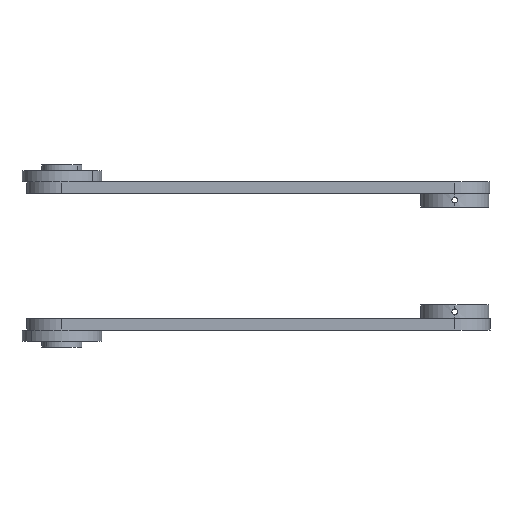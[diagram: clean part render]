
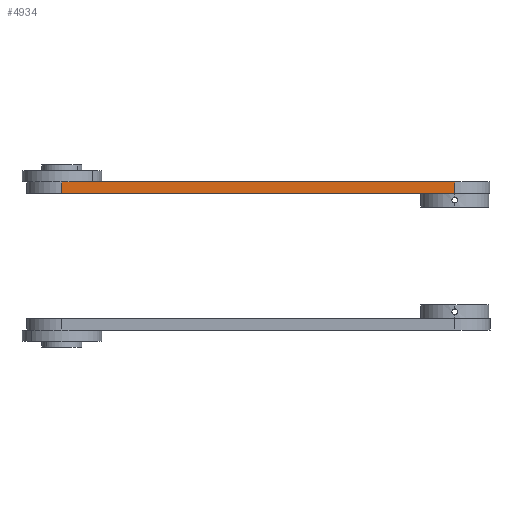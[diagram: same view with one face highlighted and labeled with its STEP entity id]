
A CAD part, front view. The second image highlights one B-rep face of the part: STEP entity #4934.
In plain terms, the highlighted face is planar.
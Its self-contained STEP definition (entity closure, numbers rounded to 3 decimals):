
#253 = DIRECTION ( 'NONE',  ( 1., 0., 0. ) ) ;
#262 = CARTESIAN_POINT ( 'NONE',  ( -104.547, 10., 31. ) ) ;
#301 = LINE ( 'NONE', #5665, #1317 ) ;
#351 = AXIS2_PLACEMENT_3D ( 'NONE', #1539, #1025, #1519 ) ;
#513 = CARTESIAN_POINT ( 'NONE',  ( -104.547, 10., 31. ) ) ;
#610 = CARTESIAN_POINT ( 'NONE',  ( -104.547, 0., 31. ) ) ;
#712 = ORIENTED_EDGE ( 'NONE', *, *, #2571, .F. ) ;
#898 = ORIENTED_EDGE ( 'NONE', *, *, #5520, .F. ) ;
#966 = DIRECTION ( 'NONE',  ( 1., 0., 0. ) ) ;
#1025 = DIRECTION ( 'NONE',  ( 0., 0., -1. ) ) ;
#1317 = VECTOR ( 'NONE', #4762, 1000. ) ;
#1346 = VECTOR ( 'NONE', #4627, 1000. ) ;
#1486 = ORIENTED_EDGE ( 'NONE', *, *, #2979, .T. ) ;
#1519 = DIRECTION ( 'NONE',  ( -1., 0., 0. ) ) ;
#1538 = VECTOR ( 'NONE', #253, 1000. ) ;
#1539 = CARTESIAN_POINT ( 'NONE',  ( -104.547, 10., 31. ) ) ;
#1551 = CARTESIAN_POINT ( 'NONE',  ( -104.547, 10., 31. ) ) ;
#1565 = EDGE_CURVE ( 'NONE', #2981, #3921, #4326, .T. ) ;
#1677 = LINE ( 'NONE', #1551, #1538 ) ;
#2027 = VERTEX_POINT ( 'NONE', #5392 ) ;
#2571 = EDGE_CURVE ( 'NONE', #4120, #2027, #301, .T. ) ;
#2712 = VECTOR ( 'NONE', #966, 1000. ) ;
#2968 = LINE ( 'NONE', #3630, #2712 ) ;
#2979 = EDGE_CURVE ( 'NONE', #3921, #2027, #2968, .T. ) ;
#2981 = VERTEX_POINT ( 'NONE', #513 ) ;
#3630 = CARTESIAN_POINT ( 'NONE',  ( -104.547, 0., 31. ) ) ;
#3921 = VERTEX_POINT ( 'NONE', #610 ) ;
#4120 = VERTEX_POINT ( 'NONE', #4340 ) ;
#4197 = PLANE ( 'NONE',  #351 ) ;
#4309 = EDGE_LOOP ( 'NONE', ( #1486, #712, #898, #4752 ) ) ;
#4326 = LINE ( 'NONE', #262, #1346 ) ;
#4340 = CARTESIAN_POINT ( 'NONE',  ( 240.453, 10., 31. ) ) ;
#4605 = FACE_OUTER_BOUND ( 'NONE', #4309, .T. ) ;
#4627 = DIRECTION ( 'NONE',  ( 0., -1., 0. ) ) ;
#4752 = ORIENTED_EDGE ( 'NONE', *, *, #1565, .T. ) ;
#4762 = DIRECTION ( 'NONE',  ( 0., -1., 0. ) ) ;
#4934 = ADVANCED_FACE ( 'NONE', ( #4605 ), #4197, .F. ) ;
#5392 = CARTESIAN_POINT ( 'NONE',  ( 240.453, 0., 31. ) ) ;
#5520 = EDGE_CURVE ( 'NONE', #2981, #4120, #1677, .T. ) ;
#5665 = CARTESIAN_POINT ( 'NONE',  ( 240.453, 10., 31. ) ) ;
